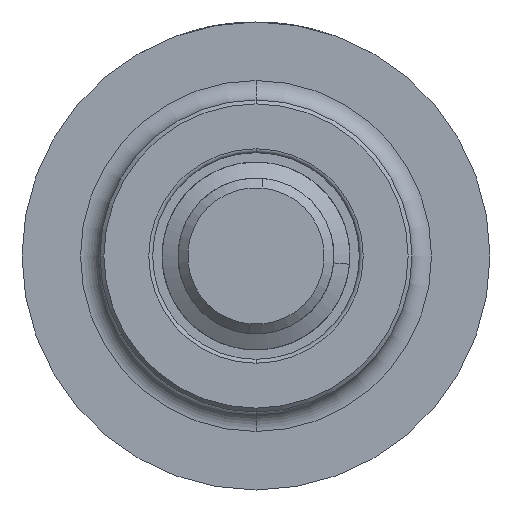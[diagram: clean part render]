
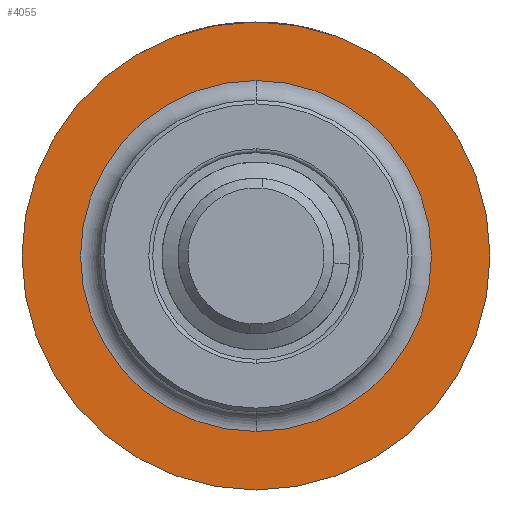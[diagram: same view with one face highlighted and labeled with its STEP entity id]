
A CAD part, front view. The second image highlights one B-rep face of the part: STEP entity #4055.
In plain terms, the highlighted planar face has unit normal (0, -1, 0).
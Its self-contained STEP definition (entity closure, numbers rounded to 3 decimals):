
#156 = CIRCLE ( 'NONE', #977, 12. ) ;
#625 = CARTESIAN_POINT ( 'NONE',  ( 9., 9.42, 0. ) ) ;
#776 = CARTESIAN_POINT ( 'NONE',  ( 0., 9.42, -12. ) ) ;
#977 = AXIS2_PLACEMENT_3D ( 'NONE', #4639, #2876, #7194 ) ;
#1048 = CARTESIAN_POINT ( 'NONE',  ( 0., 9.42, 0. ) ) ;
#1294 = PLANE ( 'NONE',  #2006 ) ;
#1385 = DIRECTION ( 'NONE',  ( 0., -1., 0. ) ) ;
#1447 = CARTESIAN_POINT ( 'NONE',  ( 0., 9.42, 12. ) ) ;
#1504 = EDGE_CURVE ( 'NONE', #2177, #1776, #1935, .T. ) ;
#1629 = CARTESIAN_POINT ( 'NONE',  ( 0., 9.42, 0. ) ) ;
#1684 = CIRCLE ( 'NONE', #2201, 9. ) ;
#1744 = ORIENTED_EDGE ( 'NONE', *, *, #5269, .T. ) ;
#1776 = VERTEX_POINT ( 'NONE', #1447 ) ;
#1898 = CARTESIAN_POINT ( 'NONE',  ( 0., 9.42, 0. ) ) ;
#1935 = CIRCLE ( 'NONE', #5787, 12. ) ;
#2006 = AXIS2_PLACEMENT_3D ( 'NONE', #625, #1385, #6945 ) ;
#2177 = VERTEX_POINT ( 'NONE', #776 ) ;
#2201 = AXIS2_PLACEMENT_3D ( 'NONE', #1048, #4661, #5292 ) ;
#2365 = EDGE_CURVE ( 'NONE', #4816, #2641, #2894, .T. ) ;
#2490 = FACE_BOUND ( 'NONE', #3491, .T. ) ;
#2641 = VERTEX_POINT ( 'NONE', #7273 ) ;
#2876 = DIRECTION ( 'NONE',  ( 0., -1., 0. ) ) ;
#2894 = CIRCLE ( 'NONE', #4590, 9. ) ;
#3022 = ORIENTED_EDGE ( 'NONE', *, *, #2365, .F. ) ;
#3491 = EDGE_LOOP ( 'NONE', ( #7169, #3022 ) ) ;
#3730 = ORIENTED_EDGE ( 'NONE', *, *, #1504, .T. ) ;
#4055 = ADVANCED_FACE ( 'NONE', ( #6830, #2490 ), #1294, .T. ) ;
#4590 = AXIS2_PLACEMENT_3D ( 'NONE', #1629, #7726, #5208 ) ;
#4639 = CARTESIAN_POINT ( 'NONE',  ( 0., 9.42, 0. ) ) ;
#4661 = DIRECTION ( 'NONE',  ( 0., -1., 0. ) ) ;
#4717 = CARTESIAN_POINT ( 'NONE',  ( 0., 9.42, 9. ) ) ;
#4816 = VERTEX_POINT ( 'NONE', #4717 ) ;
#5208 = DIRECTION ( 'NONE',  ( 0., 0., -1. ) ) ;
#5269 = EDGE_CURVE ( 'NONE', #1776, #2177, #156, .T. ) ;
#5292 = DIRECTION ( 'NONE',  ( 0., 0., -1. ) ) ;
#5787 = AXIS2_PLACEMENT_3D ( 'NONE', #1898, #6107, #6705 ) ;
#6093 = EDGE_LOOP ( 'NONE', ( #3730, #1744 ) ) ;
#6107 = DIRECTION ( 'NONE',  ( 0., -1., 0. ) ) ;
#6705 = DIRECTION ( 'NONE',  ( 0., 0., -1. ) ) ;
#6830 = FACE_OUTER_BOUND ( 'NONE', #6093, .T. ) ;
#6945 = DIRECTION ( 'NONE',  ( 0., 0., -1. ) ) ;
#7169 = ORIENTED_EDGE ( 'NONE', *, *, #7589, .F. ) ;
#7194 = DIRECTION ( 'NONE',  ( 0., 0., -1. ) ) ;
#7273 = CARTESIAN_POINT ( 'NONE',  ( 0., 9.42, -9. ) ) ;
#7589 = EDGE_CURVE ( 'NONE', #2641, #4816, #1684, .T. ) ;
#7726 = DIRECTION ( 'NONE',  ( 0., -1., 0. ) ) ;
